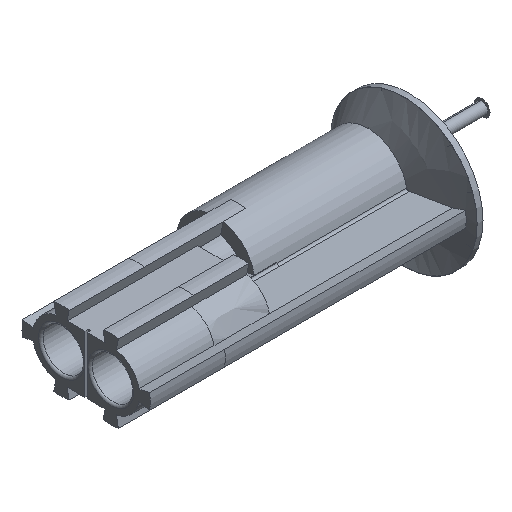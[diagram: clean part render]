
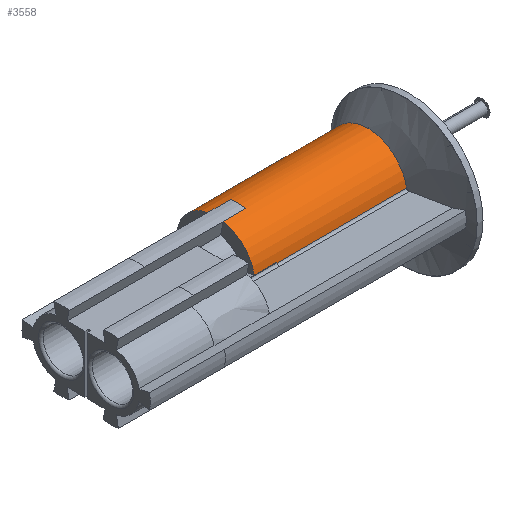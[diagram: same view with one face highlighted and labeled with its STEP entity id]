
A CAD part, isometric view. The second image highlights one B-rep face of the part: STEP entity #3558.
In plain terms, the highlighted cylindrical face has radius 0.35 mm (diameter 0.7 mm), a partial arc.
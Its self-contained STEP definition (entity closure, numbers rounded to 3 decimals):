
#119=B_SPLINE_CURVE_WITH_KNOTS('',3,(#5042,#5043,#5044,#5045,#5046,#5047),
 .UNSPECIFIED.,.F.,.F.,(4,2,4),(1.272,1.351,1.49),
 .UNSPECIFIED.);
#124=B_SPLINE_CURVE_WITH_KNOTS('',3,(#5104,#5105,#5106,#5107,#5108,#5109),
 .UNSPECIFIED.,.F.,.F.,(4,2,4),(1.49,1.646,1.801),
 .UNSPECIFIED.);
#126=B_SPLINE_CURVE_WITH_KNOTS('',3,(#5120,#5121,#5122,#5123,#5124,#5125),
 .UNSPECIFIED.,.F.,.F.,(4,2,4),(0.135,0.193,0.193),
 .UNSPECIFIED.);
#127=B_SPLINE_CURVE_WITH_KNOTS('',3,(#5133,#5134,#5135,#5136,#5137,#5138,
#5139,#5140,#5141,#5142,#5143),.UNSPECIFIED.,.F.,.F.,(4,2,3,2,4),(0.076,
0.076,0.134,0.193,0.193),
 .UNSPECIFIED.);
#128=B_SPLINE_CURVE_WITH_KNOTS('',3,(#5151,#5152,#5153,#5154),
 .UNSPECIFIED.,.F.,.F.,(4,4),(0.076,0.081),
 .UNSPECIFIED.);
#331=CYLINDRICAL_SURFACE('',#3784,0.35);
#383=FACE_OUTER_BOUND('',#577,.T.);
#577=EDGE_LOOP('',(#2389,#2390,#2391,#2392,#2393,#2394,#2395,#2396,#2397,
#2398,#2399,#2400,#2401,#2402,#2403));
#782=LINE('',#5017,#991);
#784=LINE('',#5118,#993);
#785=LINE('',#5127,#994);
#786=LINE('',#5131,#995);
#787=LINE('',#5145,#996);
#788=LINE('',#5149,#997);
#789=LINE('',#5156,#998);
#991=VECTOR('',#4135,1.);
#993=VECTOR('',#4147,1.);
#994=VECTOR('',#4148,1.);
#995=VECTOR('',#4151,1.);
#996=VECTOR('',#4152,1.);
#997=VECTOR('',#4155,1.);
#998=VECTOR('',#4156,1.);
#1209=CIRCLE('',#3785,0.35);
#1210=CIRCLE('',#3786,0.35);
#1211=CIRCLE('',#3787,0.35);
#1397=VERTEX_POINT('',#5015);
#1398=VERTEX_POINT('',#5016);
#1401=VERTEX_POINT('',#5041);
#1408=VERTEX_POINT('',#5092);
#1411=VERTEX_POINT('',#5117);
#1412=VERTEX_POINT('',#5119);
#1413=VERTEX_POINT('',#5126);
#1414=VERTEX_POINT('',#5128);
#1415=VERTEX_POINT('',#5130);
#1416=VERTEX_POINT('',#5132);
#1417=VERTEX_POINT('',#5144);
#1418=VERTEX_POINT('',#5146);
#1419=VERTEX_POINT('',#5148);
#1420=VERTEX_POINT('',#5150);
#1421=VERTEX_POINT('',#5155);
#1782=EDGE_CURVE('',#1397,#1398,#782,.T.);
#1786=EDGE_CURVE('',#1398,#1401,#119,.T.);
#1795=EDGE_CURVE('',#1401,#1408,#124,.T.);
#1799=EDGE_CURVE('',#1411,#1408,#784,.T.);
#1800=EDGE_CURVE('',#1411,#1412,#126,.T.);
#1801=EDGE_CURVE('',#1413,#1412,#785,.T.);
#1802=EDGE_CURVE('',#1414,#1413,#1209,.T.);
#1803=EDGE_CURVE('',#1414,#1415,#786,.T.);
#1804=EDGE_CURVE('',#1415,#1416,#127,.T.);
#1805=EDGE_CURVE('',#1417,#1416,#787,.T.);
#1806=EDGE_CURVE('',#1418,#1417,#1210,.T.);
#1807=EDGE_CURVE('',#1418,#1419,#788,.T.);
#1808=EDGE_CURVE('',#1419,#1420,#128,.T.);
#1809=EDGE_CURVE('',#1420,#1421,#789,.T.);
#1810=EDGE_CURVE('',#1397,#1421,#1211,.T.);
#2389=ORIENTED_EDGE('',*,*,#1782,.T.);
#2390=ORIENTED_EDGE('',*,*,#1786,.T.);
#2391=ORIENTED_EDGE('',*,*,#1795,.T.);
#2392=ORIENTED_EDGE('',*,*,#1799,.F.);
#2393=ORIENTED_EDGE('',*,*,#1800,.T.);
#2394=ORIENTED_EDGE('',*,*,#1801,.F.);
#2395=ORIENTED_EDGE('',*,*,#1802,.F.);
#2396=ORIENTED_EDGE('',*,*,#1803,.T.);
#2397=ORIENTED_EDGE('',*,*,#1804,.T.);
#2398=ORIENTED_EDGE('',*,*,#1805,.F.);
#2399=ORIENTED_EDGE('',*,*,#1806,.F.);
#2400=ORIENTED_EDGE('',*,*,#1807,.T.);
#2401=ORIENTED_EDGE('',*,*,#1808,.T.);
#2402=ORIENTED_EDGE('',*,*,#1809,.T.);
#2403=ORIENTED_EDGE('',*,*,#1810,.F.);
#3558=ADVANCED_FACE('',(#383),#331,.T.);
#3784=AXIS2_PLACEMENT_3D('',#5116,#4145,#4146);
#3785=AXIS2_PLACEMENT_3D('',#5129,#4149,#4150);
#3786=AXIS2_PLACEMENT_3D('',#5147,#4153,#4154);
#3787=AXIS2_PLACEMENT_3D('',#5157,#4157,#4158);
#4135=DIRECTION('',(-1.,0.,0.));
#4145=DIRECTION('center_axis',(1.,0.,0.));
#4146=DIRECTION('ref_axis',(0.,-1.,0.));
#4147=DIRECTION('',(1.,0.,0.));
#4148=DIRECTION('',(1.,0.,0.));
#4149=DIRECTION('center_axis',(-1.,0.,0.));
#4150=DIRECTION('ref_axis',(0.,0.,-1.));
#4151=DIRECTION('',(1.,0.,0.));
#4152=DIRECTION('',(1.,0.,0.));
#4153=DIRECTION('center_axis',(-1.,0.,0.));
#4154=DIRECTION('ref_axis',(0.,0.,-1.));
#4155=DIRECTION('',(1.,0.,0.));
#4156=DIRECTION('',(1.,0.,0.));
#4157=DIRECTION('center_axis',(1.,0.,0.));
#4158=DIRECTION('ref_axis',(0.,-1.,0.));
#5015=CARTESIAN_POINT('',(2.119,0.721,0.35));
#5016=CARTESIAN_POINT('',(2.019,0.721,0.35));
#5017=CARTESIAN_POINT('',(2.019,0.721,0.35));
#5041=CARTESIAN_POINT('',(2.019,0.933,0.278));
#5042=CARTESIAN_POINT('Ctrl Pts',(2.019,0.721,0.35));
#5043=CARTESIAN_POINT('Ctrl Pts',(2.019,0.748,0.35));
#5044=CARTESIAN_POINT('Ctrl Pts',(2.019,0.776,0.347));
#5045=CARTESIAN_POINT('Ctrl Pts',(2.019,0.851,0.328));
#5046=CARTESIAN_POINT('Ctrl Pts',(2.019,0.896,0.306));
#5047=CARTESIAN_POINT('Ctrl Pts',(2.019,0.933,0.278));
#5092=CARTESIAN_POINT('',(2.019,1.071,0.));
#5104=CARTESIAN_POINT('Ctrl Pts',(2.019,0.933,0.278));
#5105=CARTESIAN_POINT('Ctrl Pts',(2.019,0.974,0.247));
#5106=CARTESIAN_POINT('Ctrl Pts',(2.019,1.01,0.204));
#5107=CARTESIAN_POINT('Ctrl Pts',(2.019,1.059,0.106));
#5108=CARTESIAN_POINT('Ctrl Pts',(2.019,1.071,0.052));
#5109=CARTESIAN_POINT('Ctrl Pts',(2.019,1.071,0.));
#5116=CARTESIAN_POINT('Origin',(0.821,0.721,0.));
#5117=CARTESIAN_POINT('',(0.871,1.071,0.));
#5118=CARTESIAN_POINT('',(0.821,1.071,0.));
#5119=CARTESIAN_POINT('',(0.871,1.064,0.068));
#5120=CARTESIAN_POINT('Ctrl Pts',(0.871,1.071,0.));
#5121=CARTESIAN_POINT('Ctrl Pts',(0.871,1.071,0.023));
#5122=CARTESIAN_POINT('Ctrl Pts',(0.871,1.068,0.045));
#5123=CARTESIAN_POINT('Ctrl Pts',(0.871,1.064,0.068));
#5124=CARTESIAN_POINT('Ctrl Pts',(0.871,1.064,0.068));
#5125=CARTESIAN_POINT('Ctrl Pts',(0.871,1.064,0.068));
#5126=CARTESIAN_POINT('',(0.671,1.064,0.068));
#5127=CARTESIAN_POINT('',(-0.579,1.064,0.068));
#5128=CARTESIAN_POINT('',(0.671,0.789,0.343));
#5129=CARTESIAN_POINT('Origin',(0.671,0.721,0.));
#5130=CARTESIAN_POINT('',(0.871,0.789,0.343));
#5131=CARTESIAN_POINT('',(-0.579,0.789,0.343));
#5132=CARTESIAN_POINT('',(0.871,0.652,0.343));
#5133=CARTESIAN_POINT('Ctrl Pts',(0.871,0.789,0.343));
#5134=CARTESIAN_POINT('Ctrl Pts',(0.871,0.789,0.343));
#5135=CARTESIAN_POINT('Ctrl Pts',(0.871,0.789,0.343));
#5136=CARTESIAN_POINT('Ctrl Pts',(0.871,0.766,0.348));
#5137=CARTESIAN_POINT('Ctrl Pts',(0.871,0.743,0.35));
#5138=CARTESIAN_POINT('Ctrl Pts',(0.871,0.721,0.35));
#5139=CARTESIAN_POINT('Ctrl Pts',(0.871,0.698,0.35));
#5140=CARTESIAN_POINT('Ctrl Pts',(0.871,0.675,0.348));
#5141=CARTESIAN_POINT('Ctrl Pts',(0.871,0.653,0.343));
#5142=CARTESIAN_POINT('Ctrl Pts',(0.871,0.653,0.343));
#5143=CARTESIAN_POINT('Ctrl Pts',(0.871,0.652,0.343));
#5144=CARTESIAN_POINT('',(0.671,0.652,0.343));
#5145=CARTESIAN_POINT('',(-0.579,0.652,0.343));
#5146=CARTESIAN_POINT('',(0.671,0.378,0.068));
#5147=CARTESIAN_POINT('Origin',(0.671,0.721,0.));
#5148=CARTESIAN_POINT('',(0.871,0.378,0.068));
#5149=CARTESIAN_POINT('',(-0.579,0.378,0.068));
#5150=CARTESIAN_POINT('',(0.871,0.377,0.063));
#5151=CARTESIAN_POINT('Ctrl Pts',(0.871,0.378,0.068));
#5152=CARTESIAN_POINT('Ctrl Pts',(0.871,0.377,0.067));
#5153=CARTESIAN_POINT('Ctrl Pts',(0.871,0.377,0.065));
#5154=CARTESIAN_POINT('Ctrl Pts',(0.871,0.377,0.063));
#5155=CARTESIAN_POINT('',(2.119,0.376,0.063));
#5156=CARTESIAN_POINT('',(2.019,0.376,0.063));
#5157=CARTESIAN_POINT('Origin',(2.119,0.721,0.));
